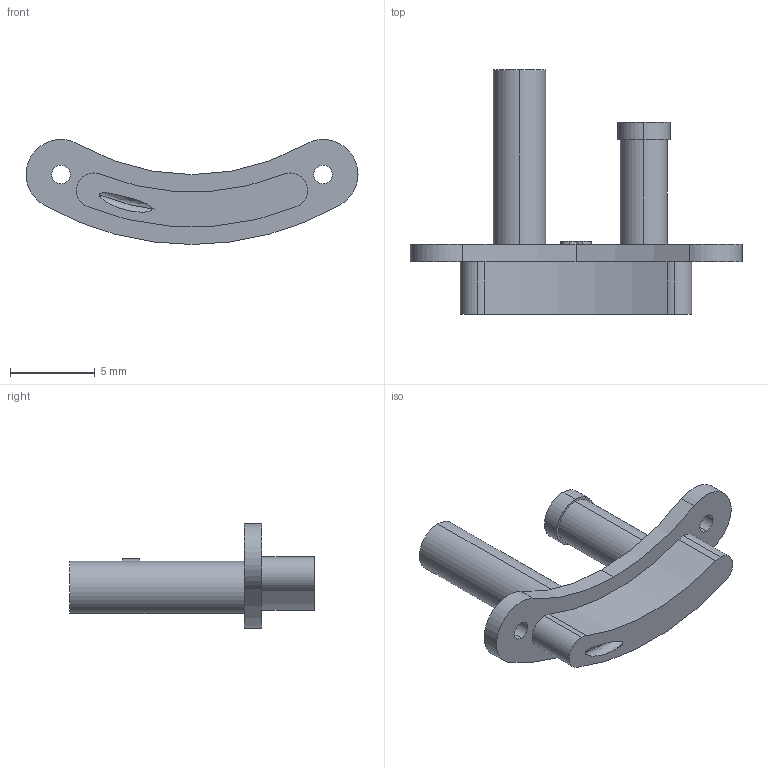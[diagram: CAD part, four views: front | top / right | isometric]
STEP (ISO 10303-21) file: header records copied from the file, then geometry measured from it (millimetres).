
FILE_DESCRIPTION (( 'STEP AP203' ), '1' );
FILE_NAME ('WJ Nozzle 8L cast.STEP', '2019-08-24T19:30:47', ( '' ), ( '' ), 'SwSTEP 2.0', 'SolidWorks 2017', '' );
FILE_SCHEMA (( 'CONFIG_CONTROL_DESIGN' ));
Length unit declared in the file: millimetre
Products named in the file (1): WJ Nozzle 8L cast
Bounding box: 19.57 x 14.42 x 6.19 mm (x, y, z)
Volume: 257.5 mm3; surface area: 544.3 mm2
Topology: 1 solids, 1 shells, 53 faces, 129 edges, 83 vertices
Faces by surface type: cylinder 36, plane 9, bspline 4, sphere 2, cone 2
Entity records: 1900 total; most frequent: CARTESIAN_POINT 540, DIRECTION 290, ORIENTED_EDGE 254, EDGE_CURVE 127, AXIS2_PLACEMENT_3D 126, VERTEX_POINT 83, CIRCLE 76, EDGE_LOOP 66
